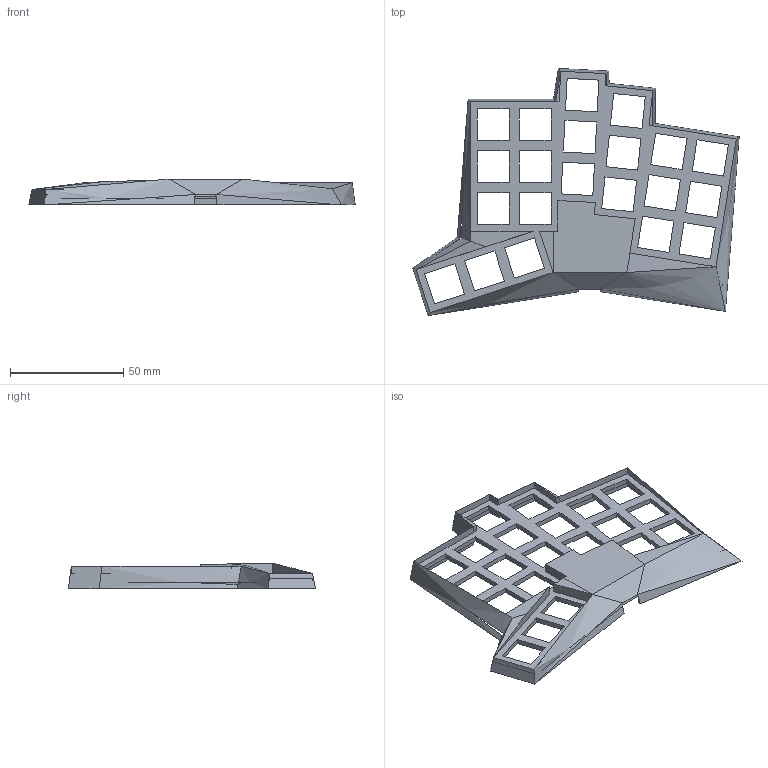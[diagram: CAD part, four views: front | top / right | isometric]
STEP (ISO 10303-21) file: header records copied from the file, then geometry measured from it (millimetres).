
FILE_DESCRIPTION(/* description */ (''),/* implementation_level */ '2;1');
FILE_NAME(/* name */ 'top',/* time_stamp */ '2025-04-10T22:07:14+03:00',/* author */ (''),/* organization */ (''),/* preprocessor_version */ 'ST-DEVELOPER v19.2',/* originating_system */ 'Rhino 8.9',/* authorisation */ '');
FILE_SCHEMA (('CONFIG_CONTROL_DESIGN'));
Length unit declared in the file: millimetre
Products named in the file (1): Document
Bounding box: 143.87 x 108.96 x 11.4 mm (x, y, z)
Volume: 18484.9 mm3; surface area: 23801.9 mm2
Topology: 1 solids, 1 shells, 183 faces, 508 edges, 324 vertices
Faces by surface type: plane 171, bspline 12
Entity records: 5272 total; most frequent: CARTESIAN_POINT 1664, ORIENTED_EDGE 1016, EDGE_CURVE 508, B_SPLINE_CURVE_WITH_KNOTS 508, VERTEX_POINT 324, EDGE_LOOP 226, ADVANCED_FACE 183, FACE_OUTER_BOUND 183
